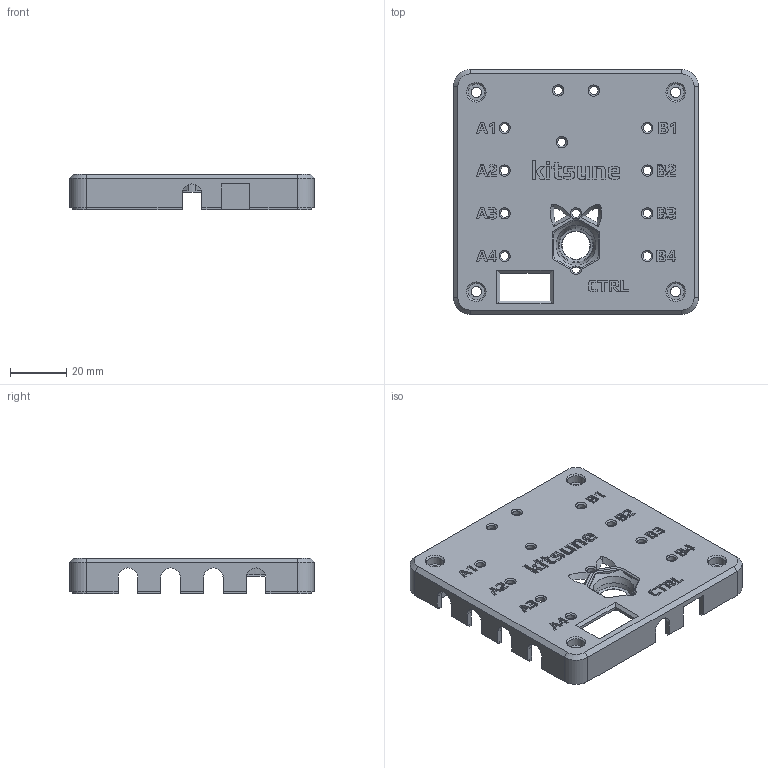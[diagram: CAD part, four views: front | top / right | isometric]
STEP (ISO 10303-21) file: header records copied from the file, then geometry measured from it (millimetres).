
FILE_DESCRIPTION(/* description */ (''),/* implementation_level */ '2;1');
FILE_NAME(/* name */ 'Kitsune v0.3 top.step',/* time_stamp */ '2025-05-25T10:50:40+01:00',/* author */ (''),/* organization */ (''),/* preprocessor_version */ 'ST-DEVELOPER v20.1',/* originating_system */ 'Autodesk Translation Framework v14.4.0.0',/* authorisation */ '');
FILE_SCHEMA (('AUTOMOTIVE_DESIGN { 1 0 10303 214 3 1 1 }'));
Length unit declared in the file: millimetre
Products named in the file (1): Kitsune v0.3 top
Bounding box: 87.28 x 87.28 x 12.8 mm (x, y, z)
Volume: 24261.6 mm3; surface area: 22226.7 mm2
Topology: 1 solids, 1 shells, 813 faces, 2214 edges, 1452 vertices
Faces by surface type: plane 479, bspline 241, cylinder 52, cone 41
Full cylindrical faces by diameter (mm): 3 x12, 3.6 x4, 6 x4, 16 x1
Entity records: 27847 total; most frequent: CARTESIAN_POINT 8817, ORIENTED_EDGE 4424, DIRECTION 3009, EDGE_CURVE 2212, LINE 1539, VECTOR 1539, VERTEX_POINT 1452, EDGE_LOOP 906
